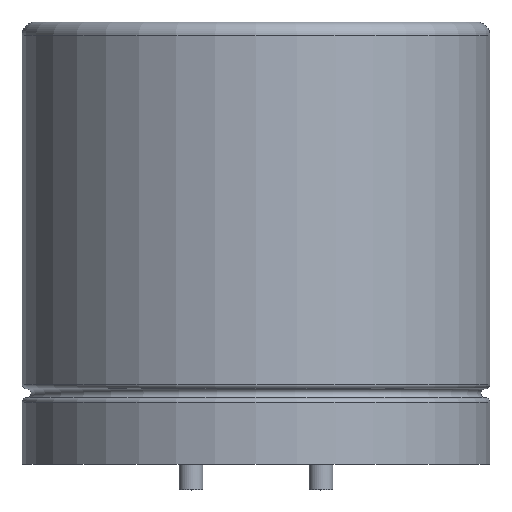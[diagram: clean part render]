
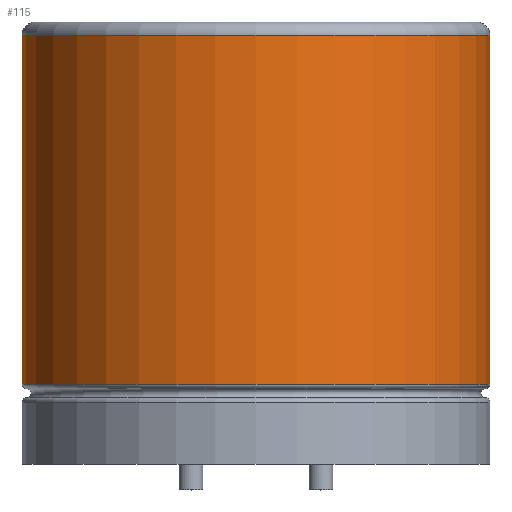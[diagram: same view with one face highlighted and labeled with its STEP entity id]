
A CAD part, front view. The second image highlights one B-rep face of the part: STEP entity #115.
In plain terms, the highlighted cylindrical face has radius 18 mm (diameter 36 mm), a full revolution.
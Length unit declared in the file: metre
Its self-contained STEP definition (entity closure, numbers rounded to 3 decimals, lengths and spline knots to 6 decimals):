
#107 = EDGE_CURVE( '', #220, #220, #221, .T. );
#115 = ADVANCED_FACE( '', ( #233, #234 ), #235, .T. );
#123 = EDGE_CURVE( '', #247, #247, #248, .T. );
#220 = VERTEX_POINT( '', #351 );
#221 = CIRCLE( '', #352, 0.018 );
#233 = FACE_OUTER_BOUND( '', #364, .T. );
#234 = FACE_OUTER_BOUND( '', #365, .T. );
#235 = CYLINDRICAL_SURFACE( '', #366, 0.018 );
#247 = VERTEX_POINT( '', #381 );
#248 = CIRCLE( '', #382, 0.018 );
#351 = CARTESIAN_POINT( '', ( 0., 0.018, 0.00614 ) );
#352 = AXIS2_PLACEMENT_3D( '', #473, #474, #475 );
#364 = EDGE_LOOP( '', ( #493 ) );
#365 = EDGE_LOOP( '', ( #494 ) );
#366 = AXIS2_PLACEMENT_3D( '', #495, #496, #497 );
#381 = CARTESIAN_POINT( '', ( 0., -0.018, 0.033 ) );
#382 = AXIS2_PLACEMENT_3D( '', #510, #511, #512 );
#473 = CARTESIAN_POINT( '', ( 0., 0., 0.00614 ) );
#474 = DIRECTION( '', ( 0., 0., 1. ) );
#475 = DIRECTION( '', ( 0., 1., 0. ) );
#493 = ORIENTED_EDGE( '', *, *, #107, .T. );
#494 = ORIENTED_EDGE( '', *, *, #123, .T. );
#495 = CARTESIAN_POINT( '', ( 0., 0., 0. ) );
#496 = DIRECTION( '', ( 0., 0., 1. ) );
#497 = DIRECTION( '', ( 0., 1., 0. ) );
#510 = CARTESIAN_POINT( '', ( 0., 0., 0.033 ) );
#511 = DIRECTION( '', ( 0., 0., -1. ) );
#512 = DIRECTION( '', ( 0., -1., 0. ) );
